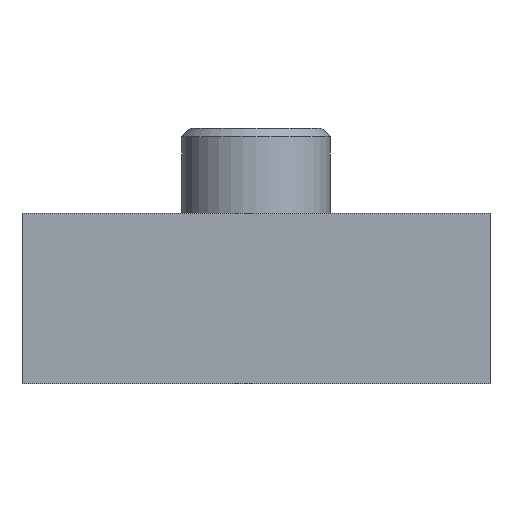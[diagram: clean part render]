
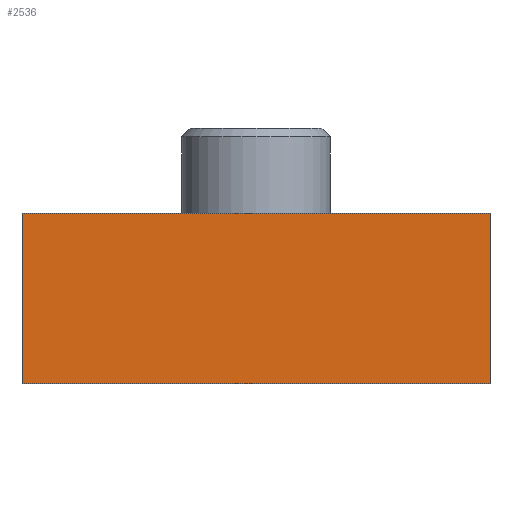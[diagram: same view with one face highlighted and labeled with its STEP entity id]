
A CAD part, front view. The second image highlights one B-rep face of the part: STEP entity #2536.
In plain terms, the highlighted planar face has unit normal (0, -1, 0).
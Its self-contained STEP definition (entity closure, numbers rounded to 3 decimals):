
#328 = PLANE('',#329);
#329 = AXIS2_PLACEMENT_3D('',#330,#331,#332);
#330 = CARTESIAN_POINT('',(36.513,-40.767,-10.16));
#331 = DIRECTION('',(-0.,-0.,-1.));
#332 = DIRECTION('',(-1.,0.,0.));
#849 = PLANE('',#850);
#850 = AXIS2_PLACEMENT_3D('',#851,#852,#853);
#851 = CARTESIAN_POINT('',(36.513,-40.767,0.));
#852 = DIRECTION('',(-0.,-0.,-1.));
#853 = DIRECTION('',(-1.,0.,0.));
#877 = PLANE('',#878);
#878 = AXIS2_PLACEMENT_3D('',#879,#880,#881);
#879 = CARTESIAN_POINT('',(22.543,-64.897,0.));
#880 = DIRECTION('',(1.,0.,0.));
#881 = DIRECTION('',(0.,1.,0.));
#928 = PLANE('',#929);
#929 = AXIS2_PLACEMENT_3D('',#930,#931,#932);
#930 = CARTESIAN_POINT('',(50.483,-16.637,0.));
#931 = DIRECTION('',(-1.,0.,0.));
#932 = DIRECTION('',(0.,-1.,0.));
#1508 = VERTEX_POINT('',#1509);
#1509 = CARTESIAN_POINT('',(50.483,-64.897,-10.16));
#1530 = EDGE_CURVE('',#1508,#1531,#1533,.T.);
#1531 = VERTEX_POINT('',#1532);
#1532 = CARTESIAN_POINT('',(22.543,-64.897,-10.16));
#1533 = SURFACE_CURVE('',#1534,(#1538,#1545),.PCURVE_S1.);
#1534 = LINE('',#1535,#1536);
#1535 = CARTESIAN_POINT('',(50.483,-64.897,-10.16));
#1536 = VECTOR('',#1537,1.);
#1537 = DIRECTION('',(-1.,0.,0.));
#1538 = PCURVE('',#328,#1539);
#1539 = DEFINITIONAL_REPRESENTATION('',(#1540),#1544);
#1540 = LINE('',#1541,#1542);
#1541 = CARTESIAN_POINT('',(-13.97,-24.13));
#1542 = VECTOR('',#1543,1.);
#1543 = DIRECTION('',(1.,0.));
#1544 = ( GEOMETRIC_REPRESENTATION_CONTEXT(2) 
PARAMETRIC_REPRESENTATION_CONTEXT() REPRESENTATION_CONTEXT('2D SPACE',''
  ) );
#1545 = PCURVE('',#1546,#1551);
#1546 = PLANE('',#1547);
#1547 = AXIS2_PLACEMENT_3D('',#1548,#1549,#1550);
#1548 = CARTESIAN_POINT('',(50.483,-64.897,0.));
#1549 = DIRECTION('',(0.,1.,0.));
#1550 = DIRECTION('',(-1.,0.,0.));
#1551 = DEFINITIONAL_REPRESENTATION('',(#1552),#1556);
#1552 = LINE('',#1553,#1554);
#1553 = CARTESIAN_POINT('',(0.,-10.16));
#1554 = VECTOR('',#1555,1.);
#1555 = DIRECTION('',(1.,0.));
#1556 = ( GEOMETRIC_REPRESENTATION_CONTEXT(2) 
PARAMETRIC_REPRESENTATION_CONTEXT() REPRESENTATION_CONTEXT('2D SPACE',''
  ) );
#1958 = VERTEX_POINT('',#1959);
#1959 = CARTESIAN_POINT('',(50.483,-64.897,0.));
#1980 = EDGE_CURVE('',#1958,#1981,#1983,.T.);
#1981 = VERTEX_POINT('',#1982);
#1982 = CARTESIAN_POINT('',(22.543,-64.897,0.));
#1983 = SURFACE_CURVE('',#1984,(#1988,#1995),.PCURVE_S1.);
#1984 = LINE('',#1985,#1986);
#1985 = CARTESIAN_POINT('',(50.483,-64.897,0.));
#1986 = VECTOR('',#1987,1.);
#1987 = DIRECTION('',(-1.,0.,0.));
#1988 = PCURVE('',#849,#1989);
#1989 = DEFINITIONAL_REPRESENTATION('',(#1990),#1994);
#1990 = LINE('',#1991,#1992);
#1991 = CARTESIAN_POINT('',(-13.97,-24.13));
#1992 = VECTOR('',#1993,1.);
#1993 = DIRECTION('',(1.,0.));
#1994 = ( GEOMETRIC_REPRESENTATION_CONTEXT(2) 
PARAMETRIC_REPRESENTATION_CONTEXT() REPRESENTATION_CONTEXT('2D SPACE',''
  ) );
#1995 = PCURVE('',#1546,#1996);
#1996 = DEFINITIONAL_REPRESENTATION('',(#1997),#2001);
#1997 = LINE('',#1998,#1999);
#1998 = CARTESIAN_POINT('',(0.,0.));
#1999 = VECTOR('',#2000,1.);
#2000 = DIRECTION('',(1.,0.));
#2001 = ( GEOMETRIC_REPRESENTATION_CONTEXT(2) 
PARAMETRIC_REPRESENTATION_CONTEXT() REPRESENTATION_CONTEXT('2D SPACE',''
  ) );
#2223 = EDGE_CURVE('',#1981,#1531,#2224,.T.);
#2224 = SURFACE_CURVE('',#2225,(#2229,#2236),.PCURVE_S1.);
#2225 = LINE('',#2226,#2227);
#2226 = CARTESIAN_POINT('',(22.543,-64.897,0.));
#2227 = VECTOR('',#2228,1.);
#2228 = DIRECTION('',(-0.,-0.,-1.));
#2229 = PCURVE('',#877,#2230);
#2230 = DEFINITIONAL_REPRESENTATION('',(#2231),#2235);
#2231 = LINE('',#2232,#2233);
#2232 = CARTESIAN_POINT('',(0.,0.));
#2233 = VECTOR('',#2234,1.);
#2234 = DIRECTION('',(0.,-1.));
#2235 = ( GEOMETRIC_REPRESENTATION_CONTEXT(2) 
PARAMETRIC_REPRESENTATION_CONTEXT() REPRESENTATION_CONTEXT('2D SPACE',''
  ) );
#2236 = PCURVE('',#1546,#2237);
#2237 = DEFINITIONAL_REPRESENTATION('',(#2238),#2242);
#2238 = LINE('',#2239,#2240);
#2239 = CARTESIAN_POINT('',(27.94,0.));
#2240 = VECTOR('',#2241,1.);
#2241 = DIRECTION('',(0.,-1.));
#2242 = ( GEOMETRIC_REPRESENTATION_CONTEXT(2) 
PARAMETRIC_REPRESENTATION_CONTEXT() REPRESENTATION_CONTEXT('2D SPACE',''
  ) );
#2252 = EDGE_CURVE('',#1958,#1508,#2253,.T.);
#2253 = SURFACE_CURVE('',#2254,(#2258,#2265),.PCURVE_S1.);
#2254 = LINE('',#2255,#2256);
#2255 = CARTESIAN_POINT('',(50.483,-64.897,0.));
#2256 = VECTOR('',#2257,1.);
#2257 = DIRECTION('',(-0.,-0.,-1.));
#2258 = PCURVE('',#928,#2259);
#2259 = DEFINITIONAL_REPRESENTATION('',(#2260),#2264);
#2260 = LINE('',#2261,#2262);
#2261 = CARTESIAN_POINT('',(48.26,0.));
#2262 = VECTOR('',#2263,1.);
#2263 = DIRECTION('',(0.,-1.));
#2264 = ( GEOMETRIC_REPRESENTATION_CONTEXT(2) 
PARAMETRIC_REPRESENTATION_CONTEXT() REPRESENTATION_CONTEXT('2D SPACE',''
  ) );
#2265 = PCURVE('',#1546,#2266);
#2266 = DEFINITIONAL_REPRESENTATION('',(#2267),#2271);
#2267 = LINE('',#2268,#2269);
#2268 = CARTESIAN_POINT('',(0.,0.));
#2269 = VECTOR('',#2270,1.);
#2270 = DIRECTION('',(0.,-1.));
#2271 = ( GEOMETRIC_REPRESENTATION_CONTEXT(2) 
PARAMETRIC_REPRESENTATION_CONTEXT() REPRESENTATION_CONTEXT('2D SPACE',''
  ) );
#2536 = ADVANCED_FACE('',(#2537),#1546,.F.);
#2537 = FACE_BOUND('',#2538,.F.);
#2538 = EDGE_LOOP('',(#2539,#2540,#2541,#2542));
#2539 = ORIENTED_EDGE('',*,*,#2252,.T.);
#2540 = ORIENTED_EDGE('',*,*,#1530,.T.);
#2541 = ORIENTED_EDGE('',*,*,#2223,.F.);
#2542 = ORIENTED_EDGE('',*,*,#1980,.F.);
